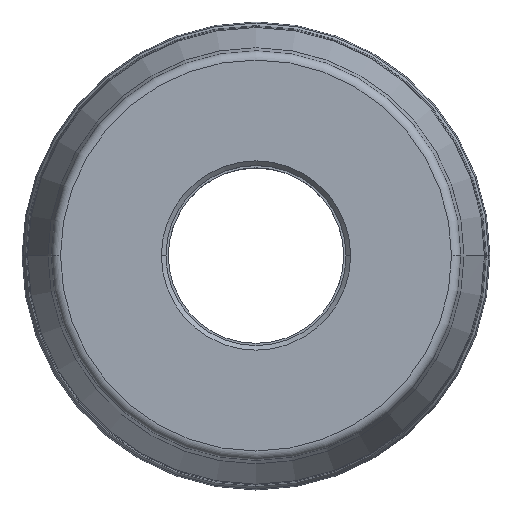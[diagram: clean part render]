
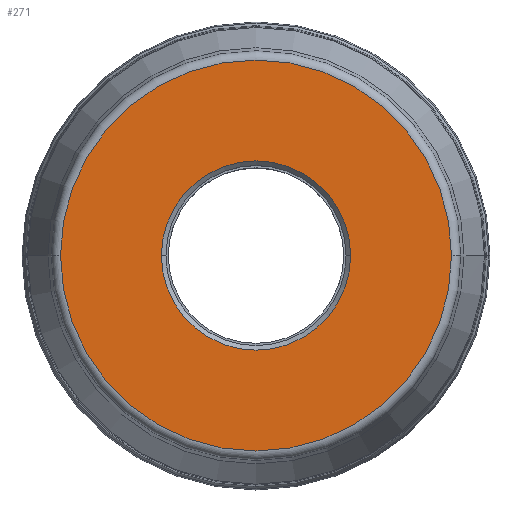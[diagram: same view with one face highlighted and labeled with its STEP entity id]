
A CAD part, top view. The second image highlights one B-rep face of the part: STEP entity #271.
In plain terms, the highlighted planar face has unit normal (0, 0, 1).
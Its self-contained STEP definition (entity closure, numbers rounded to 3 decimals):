
#30=PLANE('',#2451);
#37=FACE_BOUND('',#528,.T.);
#38=FACE_BOUND('',#529,.T.);
#271=ADVANCED_FACE('',(#37,#38),#30,.F.);
#528=EDGE_LOOP('',(#967,#968,#969,#970));
#529=EDGE_LOOP('',(#971,#972,#973,#974));
#967=ORIENTED_EDGE('',*,*,#1532,.F.);
#968=ORIENTED_EDGE('',*,*,#1536,.F.);
#969=ORIENTED_EDGE('',*,*,#1535,.T.);
#970=ORIENTED_EDGE('',*,*,#1533,.T.);
#971=ORIENTED_EDGE('',*,*,#1537,.T.);
#972=ORIENTED_EDGE('',*,*,#1538,.T.);
#973=ORIENTED_EDGE('',*,*,#1539,.T.);
#974=ORIENTED_EDGE('',*,*,#1540,.T.);
#1267=VERTEX_POINT('',#4991);
#1268=VERTEX_POINT('',#4993);
#1269=VERTEX_POINT('',#4995);
#1270=VERTEX_POINT('',#4999);
#1271=VERTEX_POINT('',#5003);
#1272=VERTEX_POINT('',#5004);
#1273=VERTEX_POINT('',#5006);
#1274=VERTEX_POINT('',#5008);
#1532=EDGE_CURVE('',#1267,#1268,#1869,.T.);
#1533=EDGE_CURVE('',#1269,#1268,#1870,.T.);
#1535=EDGE_CURVE('',#1270,#1269,#1872,.T.);
#1536=EDGE_CURVE('',#1270,#1267,#1873,.T.);
#1537=EDGE_CURVE('',#1271,#1272,#1874,.T.);
#1538=EDGE_CURVE('',#1272,#1273,#1875,.T.);
#1539=EDGE_CURVE('',#1273,#1274,#1876,.T.);
#1540=EDGE_CURVE('',#1274,#1271,#1877,.T.);
#1869=CIRCLE('',#2440,42.45);
#1870=CIRCLE('',#2441,42.45);
#1872=CIRCLE('',#2444,42.45);
#1873=CIRCLE('',#2445,42.45);
#1874=CIRCLE('',#2447,20.55);
#1875=CIRCLE('',#2448,20.55);
#1876=CIRCLE('',#2449,20.55);
#1877=CIRCLE('',#2450,20.55);
#2440=AXIS2_PLACEMENT_3D('',#4992,#3041,#3042);
#2441=AXIS2_PLACEMENT_3D('',#4994,#3043,#3044);
#2444=AXIS2_PLACEMENT_3D('',#4998,#3049,#3050);
#2445=AXIS2_PLACEMENT_3D('',#5000,#3051,#3052);
#2447=AXIS2_PLACEMENT_3D('',#5002,#3055,#3056);
#2448=AXIS2_PLACEMENT_3D('',#5005,#3057,#3058);
#2449=AXIS2_PLACEMENT_3D('',#5007,#3059,#3060);
#2450=AXIS2_PLACEMENT_3D('',#5009,#3061,#3062);
#2451=AXIS2_PLACEMENT_3D('',#5010,#3063,#3064);
#3041=DIRECTION('',(0.,0.,-1.));
#3042=DIRECTION('',(-1.,0.,0.));
#3043=DIRECTION('',(0.,0.,1.));
#3044=DIRECTION('',(1.,0.,0.));
#3049=DIRECTION('',(0.,0.,1.));
#3050=DIRECTION('',(1.,0.,0.));
#3051=DIRECTION('',(0.,0.,-1.));
#3052=DIRECTION('',(-1.,0.,0.));
#3055=DIRECTION('',(0.,0.,-1.));
#3056=DIRECTION('',(0.,-1.,0.));
#3057=DIRECTION('',(0.,0.,-1.));
#3058=DIRECTION('',(-1.,0.,0.));
#3059=DIRECTION('',(0.,0.,-1.));
#3060=DIRECTION('',(0.,1.,0.));
#3061=DIRECTION('',(0.,0.,-1.));
#3062=DIRECTION('',(1.,0.,0.));
#3063=DIRECTION('',(0.,0.,-1.));
#3064=DIRECTION('',(1.,0.,0.));
#4991=CARTESIAN_POINT('',(-42.45,0.,0.));
#4992=CARTESIAN_POINT('',(0.,0.,0.));
#4993=CARTESIAN_POINT('',(-42.45,0.021,0.));
#4994=CARTESIAN_POINT('',(0.,0.,0.));
#4995=CARTESIAN_POINT('',(42.45,0.,0.));
#4998=CARTESIAN_POINT('',(0.,0.,0.));
#4999=CARTESIAN_POINT('',(42.45,-0.021,0.));
#5000=CARTESIAN_POINT('',(0.,0.,0.));
#5002=CARTESIAN_POINT('',(0.,0.,0.));
#5003=CARTESIAN_POINT('',(0.,-20.55,0.));
#5004=CARTESIAN_POINT('',(-20.55,0.,0.));
#5005=CARTESIAN_POINT('',(0.,0.,0.));
#5006=CARTESIAN_POINT('',(0.,20.55,0.));
#5007=CARTESIAN_POINT('',(0.,0.,0.));
#5008=CARTESIAN_POINT('',(20.55,0.,0.));
#5009=CARTESIAN_POINT('',(0.,0.,0.));
#5010=CARTESIAN_POINT('',(0.,0.,0.));
